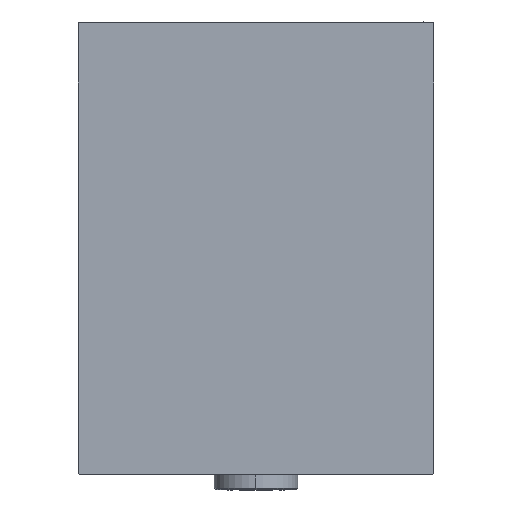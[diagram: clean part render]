
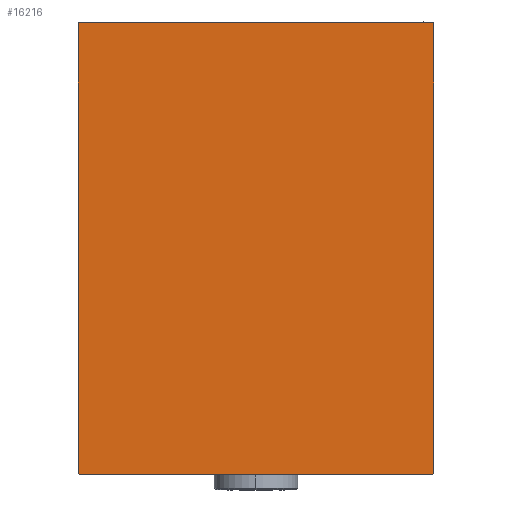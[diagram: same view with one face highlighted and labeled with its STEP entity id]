
A CAD part, left-side view. The second image highlights one B-rep face of the part: STEP entity #16216.
In plain terms, the highlighted face is planar.
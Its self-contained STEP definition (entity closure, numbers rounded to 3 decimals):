
#70 = DIRECTION ( 'NONE',  ( 0., 0.707, 0.707 ) ) ;
#331 = CARTESIAN_POINT ( 'NONE',  ( 293., 0., 0. ) ) ;
#1403 = DIRECTION ( 'NONE',  ( 0., 0., -1. ) ) ;
#2325 = VECTOR ( 'NONE', #70, 1000. ) ;
#3674 = LINE ( 'NONE', #6701, #45488 ) ;
#3712 = VERTEX_POINT ( 'NONE', #4275 ) ;
#4197 = VECTOR ( 'NONE', #44565, 1000. ) ;
#4275 = CARTESIAN_POINT ( 'NONE',  ( 293., 55., -69.7 ) ) ;
#4925 = LINE ( 'NONE', #11655, #14400 ) ;
#5437 = DIRECTION ( 'NONE',  ( 0., -0.707, -0.707 ) ) ;
#5671 = EDGE_LOOP ( 'NONE', ( #26549, #33961, #32589, #22328, #33650, #14167, #17545, #12988 ) ) ;
#6579 = CARTESIAN_POINT ( 'NONE',  ( 293., 54.7, 70. ) ) ;
#6701 = CARTESIAN_POINT ( 'NONE',  ( 293., -55., -70. ) ) ;
#7929 = LINE ( 'NONE', #22143, #17426 ) ;
#8112 = VERTEX_POINT ( 'NONE', #23862 ) ;
#8431 = LINE ( 'NONE', #37105, #15923 ) ;
#8599 = VERTEX_POINT ( 'NONE', #18874 ) ;
#10513 = VERTEX_POINT ( 'NONE', #40572 ) ;
#11204 = VECTOR ( 'NONE', #27365, 1000. ) ;
#11655 = CARTESIAN_POINT ( 'NONE',  ( 293., 62.35, 62.35 ) ) ;
#12066 = VERTEX_POINT ( 'NONE', #16062 ) ;
#12554 = EDGE_CURVE ( 'NONE', #3712, #8112, #8431, .T. ) ;
#12599 = CARTESIAN_POINT ( 'NONE',  ( 293., -54.7, -70. ) ) ;
#12988 = ORIENTED_EDGE ( 'NONE', *, *, #18703, .T. ) ;
#13616 = EDGE_CURVE ( 'NONE', #12066, #31704, #7929, .T. ) ;
#14167 = ORIENTED_EDGE ( 'NONE', *, *, #17944, .T. ) ;
#14300 = DIRECTION ( 'NONE',  ( 0., 0., -1. ) ) ;
#14400 = VECTOR ( 'NONE', #16308, 1000. ) ;
#14559 = VECTOR ( 'NONE', #5437, 1000. ) ;
#15923 = VECTOR ( 'NONE', #36878, 1000. ) ;
#16062 = CARTESIAN_POINT ( 'NONE',  ( 293., -55., 69.7 ) ) ;
#16216 = ADVANCED_FACE ( 'NONE', ( #32260 ), #25250, .T. ) ;
#16308 = DIRECTION ( 'NONE',  ( 0., -0.707, 0.707 ) ) ;
#17426 = VECTOR ( 'NONE', #1403, 1000. ) ;
#17545 = ORIENTED_EDGE ( 'NONE', *, *, #13616, .T. ) ;
#17944 = EDGE_CURVE ( 'NONE', #10513, #12066, #26628, .T. ) ;
#18703 = EDGE_CURVE ( 'NONE', #31704, #46056, #37123, .T. ) ;
#18874 = CARTESIAN_POINT ( 'NONE',  ( 293., 54.7, -70. ) ) ;
#19175 = CARTESIAN_POINT ( 'NONE',  ( 293., -62.35, -62.35 ) ) ;
#21388 = DIRECTION ( 'NONE',  ( 0., 1., 0. ) ) ;
#22143 = CARTESIAN_POINT ( 'NONE',  ( 293., -55., 70. ) ) ;
#22328 = ORIENTED_EDGE ( 'NONE', *, *, #40498, .T. ) ;
#23122 = CARTESIAN_POINT ( 'NONE',  ( 293., -62.35, 62.35 ) ) ;
#23862 = CARTESIAN_POINT ( 'NONE',  ( 293., 55., 69.7 ) ) ;
#25250 = PLANE ( 'NONE',  #38349 ) ;
#26549 = ORIENTED_EDGE ( 'NONE', *, *, #31465, .T. ) ;
#26628 = LINE ( 'NONE', #23122, #14559 ) ;
#26941 = CARTESIAN_POINT ( 'NONE',  ( 293., -55., -69.7 ) ) ;
#27365 = DIRECTION ( 'NONE',  ( 0., -1., 0. ) ) ;
#28276 = LINE ( 'NONE', #39673, #2325 ) ;
#29670 = EDGE_CURVE ( 'NONE', #8599, #3712, #28276, .T. ) ;
#31465 = EDGE_CURVE ( 'NONE', #46056, #8599, #3674, .T. ) ;
#31704 = VERTEX_POINT ( 'NONE', #26941 ) ;
#32260 = FACE_OUTER_BOUND ( 'NONE', #5671, .T. ) ;
#32589 = ORIENTED_EDGE ( 'NONE', *, *, #12554, .T. ) ;
#33650 = ORIENTED_EDGE ( 'NONE', *, *, #33997, .T. ) ;
#33961 = ORIENTED_EDGE ( 'NONE', *, *, #29670, .T. ) ;
#33997 = EDGE_CURVE ( 'NONE', #41498, #10513, #42649, .T. ) ;
#36878 = DIRECTION ( 'NONE',  ( 0., 0., 1. ) ) ;
#37105 = CARTESIAN_POINT ( 'NONE',  ( 293., 55., -70. ) ) ;
#37123 = LINE ( 'NONE', #19175, #4197 ) ;
#38349 = AXIS2_PLACEMENT_3D ( 'NONE', #331, #39696, #14300 ) ;
#39617 = CARTESIAN_POINT ( 'NONE',  ( 293., 55., 70. ) ) ;
#39673 = CARTESIAN_POINT ( 'NONE',  ( 293., 62.35, -62.35 ) ) ;
#39696 = DIRECTION ( 'NONE',  ( 1., 0., 0. ) ) ;
#40498 = EDGE_CURVE ( 'NONE', #8112, #41498, #4925, .T. ) ;
#40572 = CARTESIAN_POINT ( 'NONE',  ( 293., -54.7, 70. ) ) ;
#41498 = VERTEX_POINT ( 'NONE', #6579 ) ;
#42649 = LINE ( 'NONE', #39617, #11204 ) ;
#44565 = DIRECTION ( 'NONE',  ( 0., 0.707, -0.707 ) ) ;
#45488 = VECTOR ( 'NONE', #21388, 1000. ) ;
#46056 = VERTEX_POINT ( 'NONE', #12599 ) ;
